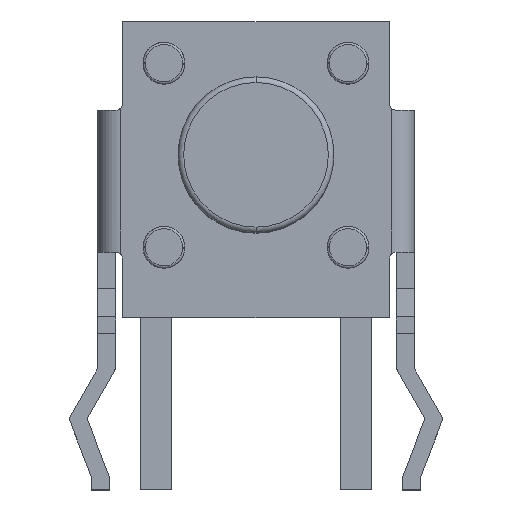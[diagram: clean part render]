
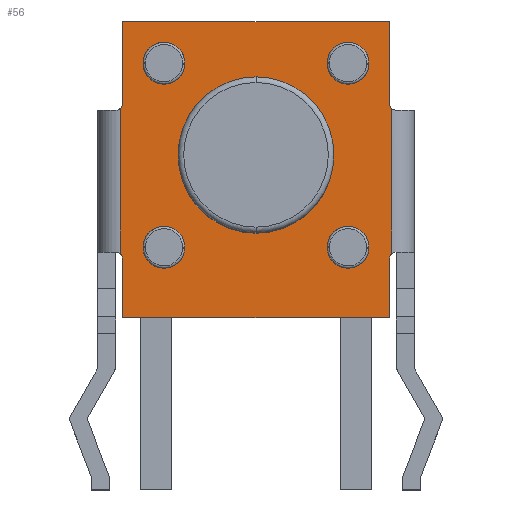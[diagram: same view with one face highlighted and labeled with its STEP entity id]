
A CAD part, top view. The second image highlights one B-rep face of the part: STEP entity #56.
In plain terms, the highlighted planar face has unit normal (0, 0, 1).
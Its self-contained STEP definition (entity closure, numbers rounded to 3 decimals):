
#56=ADVANCED_FACE('',(#194,#195,#196,#197,#198,#199),#200,.T.);
#194=FACE_OUTER_BOUND('',#455,.T.);
#195=FACE_BOUND('',#456,.T.);
#196=FACE_BOUND('',#457,.T.);
#197=FACE_BOUND('',#458,.T.);
#198=FACE_BOUND('',#459,.T.);
#199=FACE_BOUND('',#460,.T.);
#200=PLANE('',#461);
#455=EDGE_LOOP('',(#766,#767,#768,#769,#770,#771,#772,#773,#774,#775,#776,#777));
#456=EDGE_LOOP('',(#778,#779));
#457=EDGE_LOOP('',(#780,#781));
#458=EDGE_LOOP('',(#782,#783));
#459=EDGE_LOOP('',(#784,#785));
#460=EDGE_LOOP('',(#786,#787));
#461=AXIS2_PLACEMENT_3D('',#788,#789,#790);
#766=ORIENTED_EDGE('',*,*,#1813,.T.);
#767=ORIENTED_EDGE('',*,*,#1814,.T.);
#768=ORIENTED_EDGE('',*,*,#1815,.T.);
#769=ORIENTED_EDGE('',*,*,#1816,.T.);
#770=ORIENTED_EDGE('',*,*,#1817,.T.);
#771=ORIENTED_EDGE('',*,*,#1818,.T.);
#772=ORIENTED_EDGE('',*,*,#1819,.T.);
#773=ORIENTED_EDGE('',*,*,#1820,.T.);
#774=ORIENTED_EDGE('',*,*,#1821,.T.);
#775=ORIENTED_EDGE('',*,*,#1822,.T.);
#776=ORIENTED_EDGE('',*,*,#1823,.T.);
#777=ORIENTED_EDGE('',*,*,#1824,.T.);
#778=ORIENTED_EDGE('',*,*,#1825,.F.);
#779=ORIENTED_EDGE('',*,*,#1826,.F.);
#780=ORIENTED_EDGE('',*,*,#1827,.F.);
#781=ORIENTED_EDGE('',*,*,#1828,.F.);
#782=ORIENTED_EDGE('',*,*,#1829,.F.);
#783=ORIENTED_EDGE('',*,*,#1830,.F.);
#784=ORIENTED_EDGE('',*,*,#1831,.F.);
#785=ORIENTED_EDGE('',*,*,#1832,.F.);
#786=ORIENTED_EDGE('',*,*,#1833,.F.);
#787=ORIENTED_EDGE('',*,*,#1834,.F.);
#788=CARTESIAN_POINT('',(0.0,0.0,0.0));
#789=DIRECTION('',(0.0,0.0,1.0));
#790=DIRECTION('',(1.0,0.0,0.0));
#1813=EDGE_CURVE('',#2201,#2202,#2203,.T.);
#1814=EDGE_CURVE('',#2202,#2204,#2205,.T.);
#1815=EDGE_CURVE('',#2204,#2206,#2207,.T.);
#1816=EDGE_CURVE('',#2206,#2208,#2209,.T.);
#1817=EDGE_CURVE('',#2208,#2210,#2211,.T.);
#1818=EDGE_CURVE('',#2210,#2212,#2213,.T.);
#1819=EDGE_CURVE('',#2212,#2214,#2215,.T.);
#1820=EDGE_CURVE('',#2214,#2216,#2217,.T.);
#1821=EDGE_CURVE('',#2216,#2218,#2219,.T.);
#1822=EDGE_CURVE('',#2218,#2220,#2221,.T.);
#1823=EDGE_CURVE('',#2220,#2222,#2223,.T.);
#1824=EDGE_CURVE('',#2222,#2201,#2224,.T.);
#1825=EDGE_CURVE('',#2225,#2226,#2227,.T.);
#1826=EDGE_CURVE('',#2226,#2225,#2228,.T.);
#1827=EDGE_CURVE('',#2229,#2230,#2231,.T.);
#1828=EDGE_CURVE('',#2230,#2229,#2232,.T.);
#1829=EDGE_CURVE('',#2233,#2234,#2235,.T.);
#1830=EDGE_CURVE('',#2234,#2233,#2236,.T.);
#1831=EDGE_CURVE('',#2237,#2238,#2239,.T.);
#1832=EDGE_CURVE('',#2238,#2237,#2240,.T.);
#1833=EDGE_CURVE('',#2241,#2242,#2243,.T.);
#1834=EDGE_CURVE('',#2242,#2241,#2244,.T.);
#2201=VERTEX_POINT('',#2787);
#2202=VERTEX_POINT('',#2788);
#2203=CIRCLE('',#2789,0.152);
#2204=VERTEX_POINT('',#2790);
#2205=LINE('',#2791,#2792);
#2206=VERTEX_POINT('',#2793);
#2207=LINE('',#2794,#2795);
#2208=VERTEX_POINT('',#2796);
#2209=LINE('',#2797,#2798);
#2210=VERTEX_POINT('',#2799);
#2211=CIRCLE('',#2800,0.152);
#2212=VERTEX_POINT('',#2801);
#2213=LINE('',#2802,#2803);
#2214=VERTEX_POINT('',#2804);
#2215=CIRCLE('',#2805,0.152);
#2216=VERTEX_POINT('',#2806);
#2217=LINE('',#2807,#2808);
#2218=VERTEX_POINT('',#2809);
#2219=LINE('',#2810,#2811);
#2220=VERTEX_POINT('',#2812);
#2221=LINE('',#2813,#2814);
#2222=VERTEX_POINT('',#2815);
#2223=CIRCLE('',#2816,0.152);
#2224=LINE('',#2817,#2818);
#2225=VERTEX_POINT('',#2819);
#2226=VERTEX_POINT('',#2820);
#2227=CIRCLE('',#2821,0.47);
#2228=CIRCLE('',#2822,0.47);
#2229=VERTEX_POINT('',#2823);
#2230=VERTEX_POINT('',#2824);
#2231=CIRCLE('',#2825,0.47);
#2232=CIRCLE('',#2826,0.47);
#2233=VERTEX_POINT('',#2827);
#2234=VERTEX_POINT('',#2828);
#2235=CIRCLE('',#2829,0.47);
#2236=CIRCLE('',#2830,0.47);
#2237=VERTEX_POINT('',#2831);
#2238=VERTEX_POINT('',#2832);
#2239=CIRCLE('',#2833,0.47);
#2240=CIRCLE('',#2834,0.47);
#2241=VERTEX_POINT('',#2835);
#2242=VERTEX_POINT('',#2836);
#2243=CIRCLE('',#2837,1.753);
#2244=CIRCLE('',#2838,1.753);
#2787=CARTESIAN_POINT('',(3.048,1.055,0.0));
#2788=CARTESIAN_POINT('',(2.997,1.168,0.0));
#2789=AXIS2_PLACEMENT_3D('',#3664,#3665,#3666);
#2790=CARTESIAN_POINT('',(2.997,2.997,0.0));
#2791=CARTESIAN_POINT('',(2.997,1.168,0.0));
#2792=VECTOR('',#3667,1.829);
#2793=CARTESIAN_POINT('',(-2.997,2.997,0.0));
#2794=CARTESIAN_POINT('',(2.997,2.997,0.0));
#2795=VECTOR('',#3668,5.994);
#2796=CARTESIAN_POINT('',(-2.997,1.168,0.0));
#2797=CARTESIAN_POINT('',(-2.997,2.997,0.0));
#2798=VECTOR('',#3669,1.829);
#2799=CARTESIAN_POINT('',(-3.048,1.055,0.0));
#2800=AXIS2_PLACEMENT_3D('',#3670,#3671,#3672);
#2801=CARTESIAN_POINT('',(-3.048,-2.223,0.0));
#2802=CARTESIAN_POINT('',(-3.048,1.055,0.0));
#2803=VECTOR('',#3673,3.278);
#2804=CARTESIAN_POINT('',(-2.997,-2.337,0.0));
#2805=AXIS2_PLACEMENT_3D('',#3674,#3675,#3676);
#2806=CARTESIAN_POINT('',(-2.997,-3.658,0.0));
#2807=CARTESIAN_POINT('',(-2.997,-2.337,0.0));
#2808=VECTOR('',#3677,1.321);
#2809=CARTESIAN_POINT('',(2.997,-3.658,0.0));
#2810=CARTESIAN_POINT('',(-2.997,-3.658,0.0));
#2811=VECTOR('',#3678,5.994);
#2812=CARTESIAN_POINT('',(2.997,-2.337,0.0));
#2813=CARTESIAN_POINT('',(2.997,-3.658,0.0));
#2814=VECTOR('',#3679,1.321);
#2815=CARTESIAN_POINT('',(3.048,-2.223,0.0));
#2816=AXIS2_PLACEMENT_3D('',#3680,#3681,#3682);
#2817=CARTESIAN_POINT('',(3.048,-2.223,0.0));
#2818=VECTOR('',#3683,3.278);
#2819=CARTESIAN_POINT('',(1.6,2.07,0.0));
#2820=CARTESIAN_POINT('',(2.54,2.07,0.0));
#2821=AXIS2_PLACEMENT_3D('',#3684,#3685,#3686);
#2822=AXIS2_PLACEMENT_3D('',#3687,#3688,#3689);
#2823=CARTESIAN_POINT('',(-2.54,2.07,0.0));
#2824=CARTESIAN_POINT('',(-1.6,2.07,0.0));
#2825=AXIS2_PLACEMENT_3D('',#3690,#3691,#3692);
#2826=AXIS2_PLACEMENT_3D('',#3693,#3694,#3695);
#2827=CARTESIAN_POINT('',(1.6,-2.07,0.0));
#2828=CARTESIAN_POINT('',(2.54,-2.07,0.0));
#2829=AXIS2_PLACEMENT_3D('',#3696,#3697,#3698);
#2830=AXIS2_PLACEMENT_3D('',#3699,#3700,#3701);
#2831=CARTESIAN_POINT('',(-2.54,-2.07,0.0));
#2832=CARTESIAN_POINT('',(-1.6,-2.07,0.0));
#2833=AXIS2_PLACEMENT_3D('',#3702,#3703,#3704);
#2834=AXIS2_PLACEMENT_3D('',#3705,#3706,#3707);
#2835=CARTESIAN_POINT('',(0.0,1.753,0.0));
#2836=CARTESIAN_POINT('',(0.0,-1.753,0.0));
#2837=AXIS2_PLACEMENT_3D('',#3708,#3709,#3710);
#2838=AXIS2_PLACEMENT_3D('',#3711,#3712,#3713);
#3664=CARTESIAN_POINT('',(3.15,1.168,0.0));
#3665=DIRECTION('',(-0.0,0.0,-1.0));
#3666=DIRECTION('',(-0.667,-0.745,0.0));
#3667=DIRECTION('',(0.0,1.0,0.0));
#3668=DIRECTION('',(-1.0,0.0,0.0));
#3669=DIRECTION('',(0.0,-1.0,0.0));
#3670=CARTESIAN_POINT('',(-3.15,1.168,0.0));
#3671=DIRECTION('',(0.0,0.0,-1.0));
#3672=DIRECTION('',(1.0,0.,0.0));
#3673=DIRECTION('',(0.0,-1.0,0.0));
#3674=CARTESIAN_POINT('',(-3.15,-2.337,0.0));
#3675=DIRECTION('',(0.0,0.0,-1.0));
#3676=DIRECTION('',(0.667,0.745,0.0));
#3677=DIRECTION('',(0.0,-1.0,0.0));
#3678=DIRECTION('',(1.0,0.0,0.0));
#3679=DIRECTION('',(0.0,1.0,0.0));
#3680=CARTESIAN_POINT('',(3.15,-2.337,0.0));
#3681=DIRECTION('',(0.0,0.0,-1.0));
#3682=DIRECTION('',(-1.0,0.,0.0));
#3683=DIRECTION('',(0.0,1.0,0.0));
#3684=CARTESIAN_POINT('',(2.07,2.07,0.0));
#3685=DIRECTION('',(0.0,0.0,1.0));
#3686=DIRECTION('',(-1.0,0.0,0.0));
#3687=CARTESIAN_POINT('',(2.07,2.07,0.0));
#3688=DIRECTION('',(0.0,0.0,1.0));
#3689=DIRECTION('',(1.0,0.0,0.0));
#3690=CARTESIAN_POINT('',(-2.07,2.07,0.0));
#3691=DIRECTION('',(0.0,0.0,1.0));
#3692=DIRECTION('',(-1.0,0.0,0.0));
#3693=CARTESIAN_POINT('',(-2.07,2.07,0.0));
#3694=DIRECTION('',(0.0,0.0,1.0));
#3695=DIRECTION('',(1.0,0.0,0.0));
#3696=CARTESIAN_POINT('',(2.07,-2.07,0.0));
#3697=DIRECTION('',(0.0,0.0,1.0));
#3698=DIRECTION('',(-1.0,0.0,0.0));
#3699=CARTESIAN_POINT('',(2.07,-2.07,0.0));
#3700=DIRECTION('',(0.0,0.0,1.0));
#3701=DIRECTION('',(1.0,0.0,0.0));
#3702=CARTESIAN_POINT('',(-2.07,-2.07,0.0));
#3703=DIRECTION('',(0.0,0.0,1.0));
#3704=DIRECTION('',(-1.0,0.0,0.0));
#3705=CARTESIAN_POINT('',(-2.07,-2.07,0.0));
#3706=DIRECTION('',(0.0,0.0,1.0));
#3707=DIRECTION('',(1.0,0.0,0.0));
#3708=CARTESIAN_POINT('',(0.0,0.0,0.0));
#3709=DIRECTION('',(0.0,-0.0,1.0));
#3710=DIRECTION('',(0.0,1.0,0.0));
#3711=CARTESIAN_POINT('',(0.0,0.0,0.0));
#3712=DIRECTION('',(0.0,0.0,1.0));
#3713=DIRECTION('',(0.0,-1.0,0.0));
